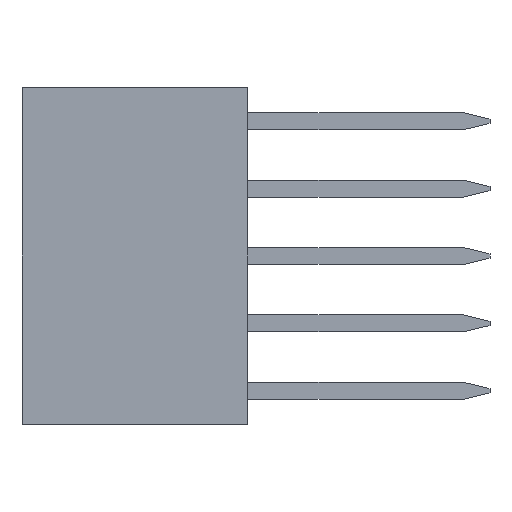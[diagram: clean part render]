
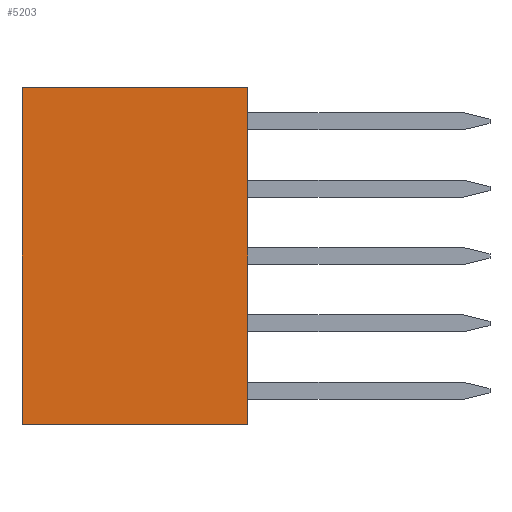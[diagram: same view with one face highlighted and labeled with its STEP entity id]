
A CAD part, left-side view. The second image highlights one B-rep face of the part: STEP entity #5203.
In plain terms, the highlighted planar face has unit normal (-1, 0, 0).
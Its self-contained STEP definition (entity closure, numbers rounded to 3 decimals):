
#300 = ORIENTED_EDGE ( 'NONE', *, *, #858, .T. ) ;
#478 = CARTESIAN_POINT ( 'NONE',  ( 0., 0., 2.54 ) ) ;
#858 = EDGE_CURVE ( 'NONE', #5472, #2188, #2540, .T. ) ;
#914 = LINE ( 'NONE', #6466, #2546 ) ;
#1013 = CARTESIAN_POINT ( 'NONE',  ( 0., 0., 12.7 ) ) ;
#1091 = DIRECTION ( 'NONE',  ( 0., 0., -1. ) ) ;
#1289 = VERTEX_POINT ( 'NONE', #6373 ) ;
#1322 = CARTESIAN_POINT ( 'NONE',  ( 0., 0., 0. ) ) ;
#1383 = EDGE_CURVE ( 'NONE', #1289, #7044, #3388, .T. ) ;
#1568 = DIRECTION ( 'NONE',  ( 0., -1., 0. ) ) ;
#2188 = VERTEX_POINT ( 'NONE', #4496 ) ;
#2263 = DIRECTION ( 'NONE',  ( 0., 0., -1. ) ) ;
#2540 = LINE ( 'NONE', #1322, #4158 ) ;
#2546 = VECTOR ( 'NONE', #2263, 1000. ) ;
#2785 = FACE_OUTER_BOUND ( 'NONE', #5142, .T. ) ;
#3331 = DIRECTION ( 'NONE',  ( 0., 0., -1. ) ) ;
#3388 = LINE ( 'NONE', #1013, #6381 ) ;
#3487 = ORIENTED_EDGE ( 'NONE', *, *, #1383, .F. ) ;
#3931 = ORIENTED_EDGE ( 'NONE', *, *, #5754, .T. ) ;
#3958 = CARTESIAN_POINT ( 'NONE',  ( 0., -8.5, 2.54 ) ) ;
#4158 = VECTOR ( 'NONE', #4966, 1000. ) ;
#4496 = CARTESIAN_POINT ( 'NONE',  ( 0., -8.5, 0. ) ) ;
#4739 = DIRECTION ( 'NONE',  ( 1., 0., 0. ) ) ;
#4824 = LINE ( 'NONE', #3958, #6409 ) ;
#4966 = DIRECTION ( 'NONE',  ( 0., -1., 0. ) ) ;
#5142 = EDGE_LOOP ( 'NONE', ( #300, #6816, #3487, #3931 ) ) ;
#5203 = ADVANCED_FACE ( 'NONE', ( #2785 ), #5917, .F. ) ;
#5472 = VERTEX_POINT ( 'NONE', #5617 ) ;
#5617 = CARTESIAN_POINT ( 'NONE',  ( 0., 0., 0. ) ) ;
#5638 = EDGE_CURVE ( 'NONE', #7044, #2188, #4824, .T. ) ;
#5754 = EDGE_CURVE ( 'NONE', #1289, #5472, #914, .T. ) ;
#5917 = PLANE ( 'NONE',  #6233 ) ;
#6233 = AXIS2_PLACEMENT_3D ( 'NONE', #478, #4739, #1091 ) ;
#6373 = CARTESIAN_POINT ( 'NONE',  ( 0., 0., 12.7 ) ) ;
#6381 = VECTOR ( 'NONE', #1568, 1000. ) ;
#6409 = VECTOR ( 'NONE', #3331, 1000. ) ;
#6466 = CARTESIAN_POINT ( 'NONE',  ( 0., 0., 2.54 ) ) ;
#6816 = ORIENTED_EDGE ( 'NONE', *, *, #5638, .F. ) ;
#7044 = VERTEX_POINT ( 'NONE', #7305 ) ;
#7305 = CARTESIAN_POINT ( 'NONE',  ( 0., -8.5, 12.7 ) ) ;
